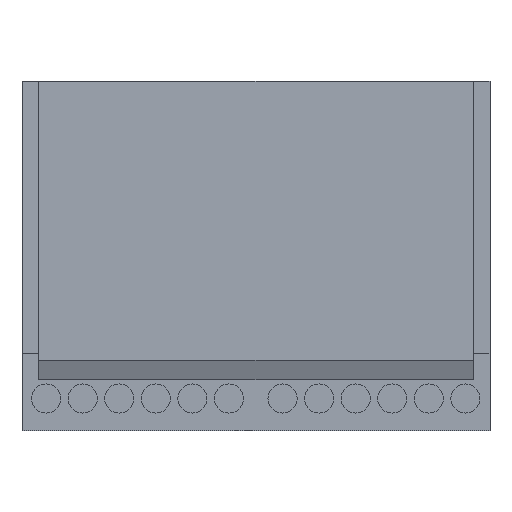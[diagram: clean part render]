
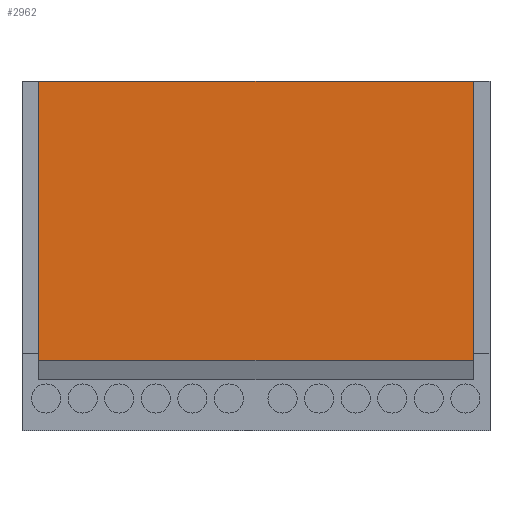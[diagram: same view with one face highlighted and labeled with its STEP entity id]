
A CAD part, top view. The second image highlights one B-rep face of the part: STEP entity #2962.
In plain terms, the highlighted planar face has unit normal (0, 0, 1).
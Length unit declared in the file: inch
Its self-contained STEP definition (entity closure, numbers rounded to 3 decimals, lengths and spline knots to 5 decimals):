
#262 = LINE ( 'NONE', #2130, #1485 ) ;
#407 = DIRECTION ( 'NONE',  ( 0., 0., 1. ) ) ;
#464 = DIRECTION ( 'NONE',  ( 1., 0., 0. ) ) ;
#553 = ORIENTED_EDGE ( 'NONE', *, *, #2686, .T. ) ;
#598 = AXIS2_PLACEMENT_3D ( 'NONE', #4130, #407, #464 ) ;
#790 = VECTOR ( 'NONE', #1463, 39.37008 ) ;
#827 = ORIENTED_EDGE ( 'NONE', *, *, #853, .T. ) ;
#853 = EDGE_CURVE ( 'NONE', #2163, #1847, #5877, .T. ) ;
#973 = CARTESIAN_POINT ( 'NONE',  ( -1.16993, 0.94134, 0.79921 ) ) ;
#1393 = DIRECTION ( 'NONE',  ( -1., 0., 0. ) ) ;
#1463 = DIRECTION ( 'NONE',  ( 0., -1., 0. ) ) ;
#1485 = VECTOR ( 'NONE', #5457, 39.37008 ) ;
#1511 = CARTESIAN_POINT ( 'NONE',  ( -1.16993, 0.94134, 0.79921 ) ) ;
#1793 = ORIENTED_EDGE ( 'NONE', *, *, #1827, .T. ) ;
#1827 = EDGE_CURVE ( 'NONE', #5282, #1939, #5964, .T. ) ;
#1847 = VERTEX_POINT ( 'NONE', #5103 ) ;
#1856 = LINE ( 'NONE', #973, #790 ) ;
#1939 = VERTEX_POINT ( 'NONE', #1511 ) ;
#2115 = CARTESIAN_POINT ( 'NONE',  ( -1.16993, -0.56265, 0.79921 ) ) ;
#2130 = CARTESIAN_POINT ( 'NONE',  ( 1.16993, 0., 0.79921 ) ) ;
#2145 = VECTOR ( 'NONE', #1393, 39.37008 ) ;
#2163 = VERTEX_POINT ( 'NONE', #2115 ) ;
#2185 = DIRECTION ( 'NONE',  ( 1., 0., 0. ) ) ;
#2686 = EDGE_CURVE ( 'NONE', #1939, #2163, #1856, .T. ) ;
#2808 = VECTOR ( 'NONE', #2185, 39.37008 ) ;
#2962 = ADVANCED_FACE ( 'NONE', ( #5569 ), #3256, .T. ) ;
#3255 = CARTESIAN_POINT ( 'NONE',  ( -1.25984, 0.94134, 0.79921 ) ) ;
#3256 = PLANE ( 'NONE',  #598 ) ;
#3328 = CARTESIAN_POINT ( 'NONE',  ( 1.16993, 0.94134, 0.79921 ) ) ;
#3342 = ORIENTED_EDGE ( 'NONE', *, *, #3995, .T. ) ;
#3563 = CARTESIAN_POINT ( 'NONE',  ( 0., -0.56265, 0.79921 ) ) ;
#3995 = EDGE_CURVE ( 'NONE', #1847, #5282, #262, .T. ) ;
#4130 = CARTESIAN_POINT ( 'NONE',  ( 0., 0., 0.79921 ) ) ;
#5103 = CARTESIAN_POINT ( 'NONE',  ( 1.16993, -0.56265, 0.79921 ) ) ;
#5282 = VERTEX_POINT ( 'NONE', #3328 ) ;
#5457 = DIRECTION ( 'NONE',  ( 0., 1., 0. ) ) ;
#5516 = EDGE_LOOP ( 'NONE', ( #1793, #553, #827, #3342 ) ) ;
#5569 = FACE_OUTER_BOUND ( 'NONE', #5516, .T. ) ;
#5877 = LINE ( 'NONE', #3563, #2808 ) ;
#5964 = LINE ( 'NONE', #3255, #2145 ) ;
